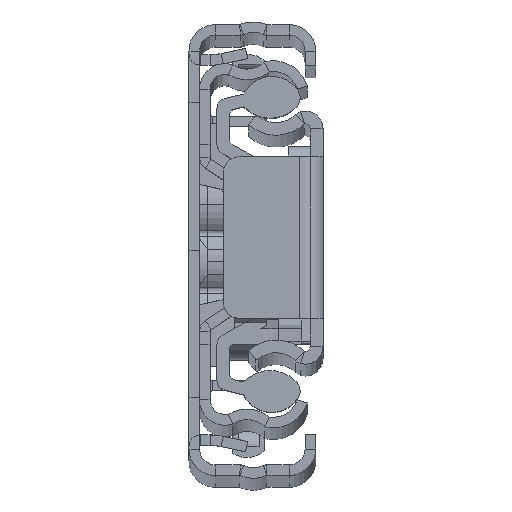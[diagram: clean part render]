
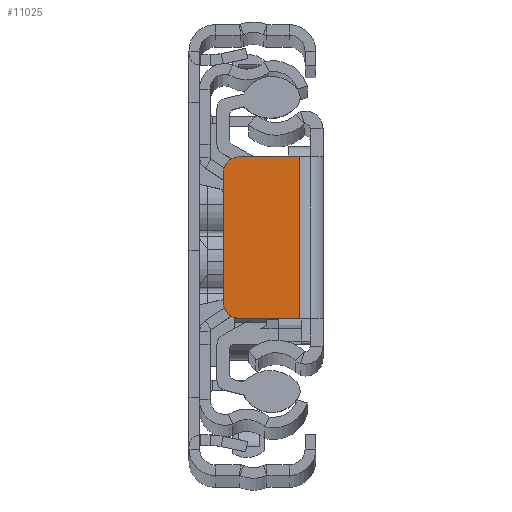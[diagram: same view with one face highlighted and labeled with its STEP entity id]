
A CAD part, top view. The second image highlights one B-rep face of the part: STEP entity #11025.
In plain terms, the highlighted planar face has unit normal (0, 0, 1).
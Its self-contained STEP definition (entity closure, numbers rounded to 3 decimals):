
#490 = DIRECTION ( 'NONE',  ( -1., 0., 0. ) ) ;
#1060 = ORIENTED_EDGE ( 'NONE', *, *, #17777, .T. ) ;
#1086 = ORIENTED_EDGE ( 'NONE', *, *, #9200, .T. ) ;
#1175 = DIRECTION ( 'NONE',  ( -1., 0., 0. ) ) ;
#1408 = CARTESIAN_POINT ( 'NONE',  ( -7.95, -6.15, 0. ) ) ;
#1982 = LINE ( 'NONE', #10110, #20963 ) ;
#2741 = CARTESIAN_POINT ( 'NONE',  ( -7.95, -7.65, 0. ) ) ;
#3674 = CIRCLE ( 'NONE', #16147, 1.5 ) ;
#3704 = CARTESIAN_POINT ( 'NONE',  ( -9.45, -6.15, 0. ) ) ;
#5118 = DIRECTION ( 'NONE',  ( -1., 0., 0. ) ) ;
#5226 = DIRECTION ( 'NONE',  ( 0., 0., 1. ) ) ;
#5337 = CARTESIAN_POINT ( 'NONE',  ( -7.95, 6.15, 0. ) ) ;
#5452 = EDGE_CURVE ( 'NONE', #19503, #21544, #19343, .T. ) ;
#5856 = CARTESIAN_POINT ( 'NONE',  ( 0., 0., 0. ) ) ;
#6036 = VERTEX_POINT ( 'NONE', #12028 ) ;
#6144 = ORIENTED_EDGE ( 'NONE', *, *, #5452, .T. ) ;
#7611 = EDGE_CURVE ( 'NONE', #21544, #6036, #3674, .T. ) ;
#7776 = EDGE_CURVE ( 'NONE', #6036, #20476, #14133, .T. ) ;
#7862 = DIRECTION ( 'NONE',  ( -1., 0., 0. ) ) ;
#8203 = DIRECTION ( 'NONE',  ( 0., 0., 1. ) ) ;
#8340 = DIRECTION ( 'NONE',  ( 1., 0., 0. ) ) ;
#8770 = ORIENTED_EDGE ( 'NONE', *, *, #7611, .T. ) ;
#9200 = EDGE_CURVE ( 'NONE', #13064, #17424, #17027, .T. ) ;
#9416 = PLANE ( 'NONE',  #13716 ) ;
#9938 = CIRCLE ( 'NONE', #21730, 1.5 ) ;
#10110 = CARTESIAN_POINT ( 'NONE',  ( -2.2, -7.65, 0. ) ) ;
#10299 = ORIENTED_EDGE ( 'NONE', *, *, #21261, .F. ) ;
#10325 = CARTESIAN_POINT ( 'NONE',  ( -2.2, -7.65, 0. ) ) ;
#11025 = ADVANCED_FACE ( 'NONE', ( #18217 ), #9416, .F. ) ;
#12004 = CARTESIAN_POINT ( 'NONE',  ( 0., -7.65, 0. ) ) ;
#12028 = CARTESIAN_POINT ( 'NONE',  ( -9.45, 6.15, 0. ) ) ;
#12245 = VECTOR ( 'NONE', #8340, 1000. ) ;
#12463 = DIRECTION ( 'NONE',  ( 0., -1., 0. ) ) ;
#12505 = VECTOR ( 'NONE', #7862, 1000. ) ;
#13064 = VERTEX_POINT ( 'NONE', #2741 ) ;
#13287 = EDGE_LOOP ( 'NONE', ( #19634, #1060, #1086, #10299, #6144, #8770 ) ) ;
#13716 = AXIS2_PLACEMENT_3D ( 'NONE', #5856, #19775, #1175 ) ;
#14133 = LINE ( 'NONE', #17703, #15794 ) ;
#14572 = CARTESIAN_POINT ( 'NONE',  ( -7.95, 7.65, 0. ) ) ;
#15589 = DIRECTION ( 'NONE',  ( 0., -1., 0. ) ) ;
#15794 = VECTOR ( 'NONE', #12463, 1000. ) ;
#16147 = AXIS2_PLACEMENT_3D ( 'NONE', #5337, #5226, #5118 ) ;
#17027 = LINE ( 'NONE', #12004, #12245 ) ;
#17424 = VERTEX_POINT ( 'NONE', #10325 ) ;
#17703 = CARTESIAN_POINT ( 'NONE',  ( -9.45, 0., 0. ) ) ;
#17777 = EDGE_CURVE ( 'NONE', #20476, #13064, #9938, .T. ) ;
#18217 = FACE_OUTER_BOUND ( 'NONE', #13287, .T. ) ;
#19343 = LINE ( 'NONE', #21445, #12505 ) ;
#19503 = VERTEX_POINT ( 'NONE', #21508 ) ;
#19634 = ORIENTED_EDGE ( 'NONE', *, *, #7776, .T. ) ;
#19775 = DIRECTION ( 'NONE',  ( 0., 0., -1. ) ) ;
#20476 = VERTEX_POINT ( 'NONE', #3704 ) ;
#20963 = VECTOR ( 'NONE', #15589, 1000. ) ;
#21261 = EDGE_CURVE ( 'NONE', #19503, #17424, #1982, .T. ) ;
#21445 = CARTESIAN_POINT ( 'NONE',  ( 0., 7.65, 0. ) ) ;
#21508 = CARTESIAN_POINT ( 'NONE',  ( -2.2, 7.65, 0. ) ) ;
#21544 = VERTEX_POINT ( 'NONE', #14572 ) ;
#21730 = AXIS2_PLACEMENT_3D ( 'NONE', #1408, #8203, #490 ) ;
